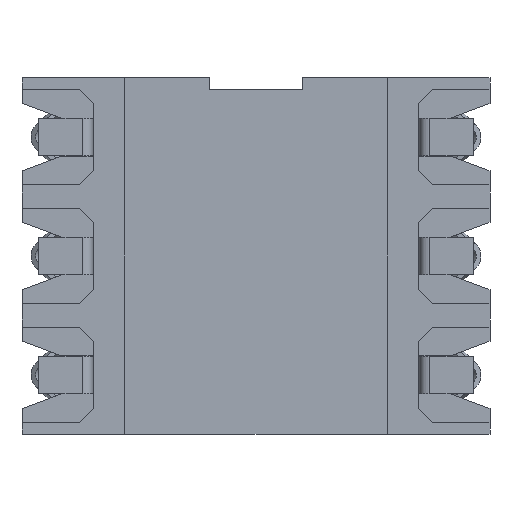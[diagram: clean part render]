
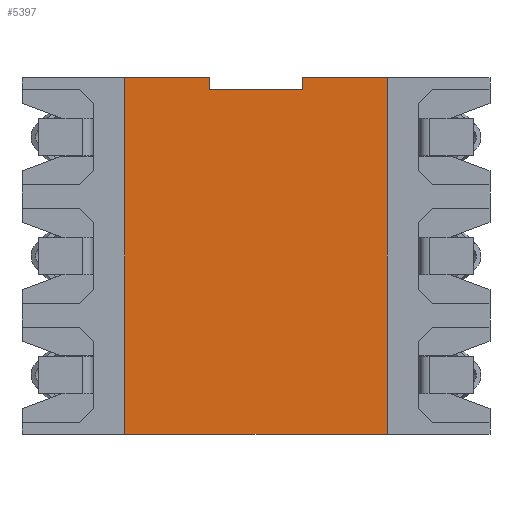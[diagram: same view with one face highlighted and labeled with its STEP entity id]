
A CAD part, front view. The second image highlights one B-rep face of the part: STEP entity #5397.
In plain terms, the highlighted planar face has unit normal (0, -1, 0).
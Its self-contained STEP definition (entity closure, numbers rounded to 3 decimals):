
#1273=DIRECTION('',(0.,0.,-1.));
#1274=VECTOR('',#1273,7.62);
#1275=CARTESIAN_POINT('',(2.8,-0.725,3.81));
#1276=LINE('',#1275,#1274);
#1277=DIRECTION('',(-1.,0.,0.));
#1278=VECTOR('',#1277,5.6);
#1279=CARTESIAN_POINT('',(2.8,-0.725,-3.81));
#1280=LINE('',#1279,#1278);
#1281=DIRECTION('',(0.,0.,-1.));
#1282=VECTOR('',#1281,7.62);
#1283=CARTESIAN_POINT('',(-2.8,-0.725,3.81));
#1284=LINE('',#1283,#1282);
#1285=DIRECTION('',(1.,0.,0.));
#1286=VECTOR('',#1285,1.8);
#1287=CARTESIAN_POINT('',(-2.8,-0.725,3.81));
#1288=LINE('',#1287,#1286);
#1289=DIRECTION('',(0.,0.,-1.));
#1290=VECTOR('',#1289,0.25);
#1291=CARTESIAN_POINT('',(-1.,-0.725,3.81));
#1292=LINE('',#1291,#1290);
#1293=DIRECTION('',(-1.,0.,0.));
#1294=VECTOR('',#1293,2.);
#1295=CARTESIAN_POINT('',(1.,-0.725,3.56));
#1296=LINE('',#1295,#1294);
#1297=DIRECTION('',(0.,0.,-1.));
#1298=VECTOR('',#1297,0.25);
#1299=CARTESIAN_POINT('',(1.,-0.725,3.81));
#1300=LINE('',#1299,#1298);
#1301=DIRECTION('',(1.,0.,0.));
#1302=VECTOR('',#1301,1.8);
#1303=CARTESIAN_POINT('',(1.,-0.725,3.81));
#1304=LINE('',#1303,#1302);
#2833=CARTESIAN_POINT('',(-1.,-0.725,3.81));
#2834=CARTESIAN_POINT('',(-1.,-0.725,3.56));
#2835=VERTEX_POINT('',#2833);
#2836=VERTEX_POINT('',#2834);
#2837=CARTESIAN_POINT('',(1.,-0.725,3.81));
#2838=CARTESIAN_POINT('',(1.,-0.725,3.56));
#2839=VERTEX_POINT('',#2837);
#2840=VERTEX_POINT('',#2838);
#3105=CARTESIAN_POINT('',(2.8,-0.725,3.81));
#3106=CARTESIAN_POINT('',(2.8,-0.725,-3.81));
#3107=VERTEX_POINT('',#3105);
#3108=VERTEX_POINT('',#3106);
#3109=CARTESIAN_POINT('',(-2.8,-0.725,-3.81));
#3110=VERTEX_POINT('',#3109);
#3319=CARTESIAN_POINT('',(-2.8,-0.725,3.81));
#3320=VERTEX_POINT('',#3319);
#5380=CARTESIAN_POINT('',(0.,-0.725,0.));
#5381=DIRECTION('',(0.,1.,0.));
#5382=DIRECTION('',(1.,0.,0.));
#5383=AXIS2_PLACEMENT_3D('',#5380,#5381,#5382);
#5384=PLANE('',#5383);
#5385=ORIENTED_EDGE('',*,*,#5371,.T.);
#5387=ORIENTED_EDGE('',*,*,#5386,.T.);
#5389=ORIENTED_EDGE('',*,*,#5388,.F.);
#5390=ORIENTED_EDGE('',*,*,#5355,.T.);
#5391=ORIENTED_EDGE('',*,*,#5296,.T.);
#5392=ORIENTED_EDGE('',*,*,#5314,.F.);
#5393=ORIENTED_EDGE('',*,*,#5329,.F.);
#5394=ORIENTED_EDGE('',*,*,#5343,.T.);
#5395=EDGE_LOOP('',(#5385,#5387,#5389,#5390,#5391,#5392,#5393,#5394));
#5396=FACE_OUTER_BOUND('',#5395,.F.);
#5397=ADVANCED_FACE('',(#5396),#5384,.F.);
#5296=EDGE_CURVE('',#2835,#2836,#1292,.T.);
#5314=EDGE_CURVE('',#2840,#2836,#1296,.T.);
#5329=EDGE_CURVE('',#2839,#2840,#1300,.T.);
#5343=EDGE_CURVE('',#2839,#3107,#1304,.T.);
#5355=EDGE_CURVE('',#3320,#2835,#1288,.T.);
#5371=EDGE_CURVE('',#3107,#3108,#1276,.T.);
#5386=EDGE_CURVE('',#3108,#3110,#1280,.T.);
#5388=EDGE_CURVE('',#3320,#3110,#1284,.T.);
